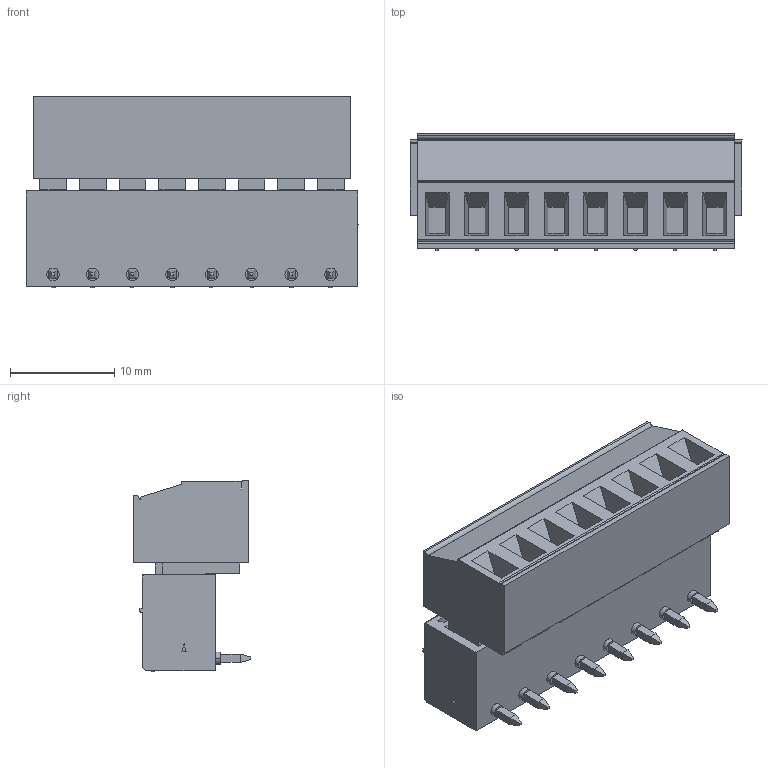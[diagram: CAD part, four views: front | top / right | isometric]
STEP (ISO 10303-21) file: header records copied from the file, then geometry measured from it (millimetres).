
FILE_DESCRIPTION (( 'STEP AP214' ), '1' );
FILE_NAME ('User Library-KEFA 3.81mm_8pin_RA.STEP', '2020-02-07T12:49:20', ( '' ), ( '' ), 'SwSTEP 2.0', 'SolidWorks 2019', '' );
FILE_SCHEMA (( 'AUTOMOTIVE_DESIGN' ));
Length unit declared in the file: millimetre
Products named in the file (1): User Library-KEFA 3.81mm_8pin_RA
Bounding box: 31.87 x 11.28 x 18.4 mm (x, y, z)
Volume: 3967 mm3; surface area: 5801.5 mm2
Topology: 2 solids, 2 shells, 919 faces, 2296 edges, 1488 vertices
Faces by surface type: plane 740, cylinder 163, cone 8, sphere 8
Entity records: 36992 total; most frequent: CARTESIAN_POINT 4712, ORIENTED_EDGE 4544, DIRECTION 4478, EDGE_CURVE 2272, LINE 1874, VECTOR 1874, VERTEX_POINT 1472, AXIS2_PLACEMENT_3D 1302
